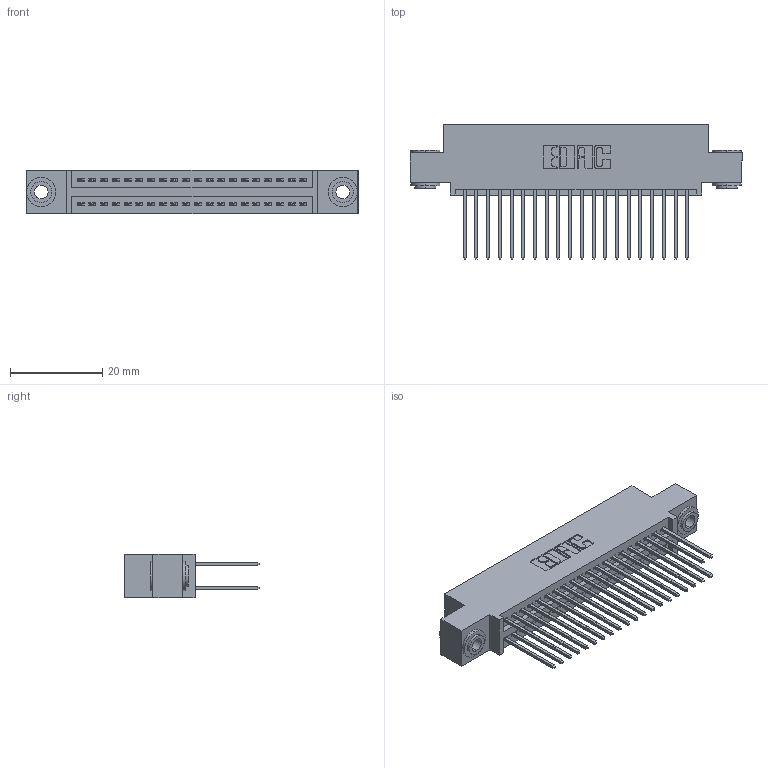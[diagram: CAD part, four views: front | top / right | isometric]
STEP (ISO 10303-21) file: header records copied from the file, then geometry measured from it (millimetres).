
FILE_DESCRIPTION (( 'STEP AP203' ), '1' );
FILE_NAME ('345-040-540-503.STEP', '2018-09-05T03:02:24', ( '' ), ( '' ), 'SwSTEP 2.0', 'SolidWorks 2016', '' );
FILE_SCHEMA (( 'CONFIG_CONTROL_DESIGN' ));
Length unit declared in the file: inch
Products named in the file (4): 345 Part_0.110 Offset - 0.156 Dia-TH; 345-292-001_345-293-140; 345-250-002_345-250-002-102; 345-040-540-503
Assembly tree (43 placements, depth 2):
  345-040-540-503
    345 Part_0.110 Offset - 0.156 Dia-TH
    345-292-001_345-293-140  x40
    345-250-002_345-250-002-102  x2
Bounding box: 72.01 x 29.13 x 9.4 mm (x, y, z)
Volume: 6888.5 mm3; surface area: 10757.5 mm2
Topology: 43 solids, 43 shells, 2168 faces, 6389 edges, 4202 vertices
Faces by surface type: plane 1414, cylinder 746, cone 8
Entity records: 19454 total; most frequent: CARTESIAN_POINT 3259, ORIENTED_EDGE 3186, DIRECTION 2931, EDGE_CURVE 1593, VECTOR 1357, LINE 1357, VERTEX_POINT 1058, AXIS2_PLACEMENT_3D 787
